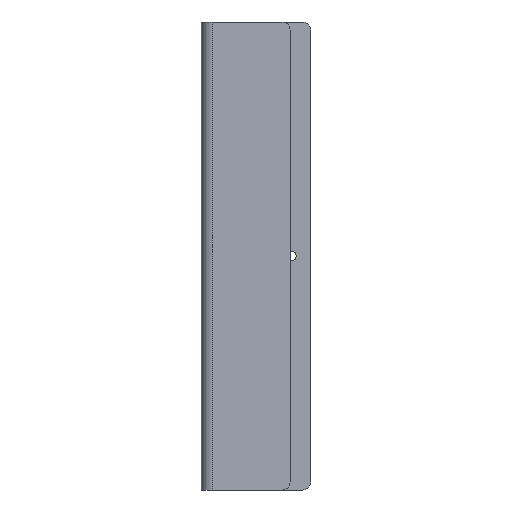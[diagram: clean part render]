
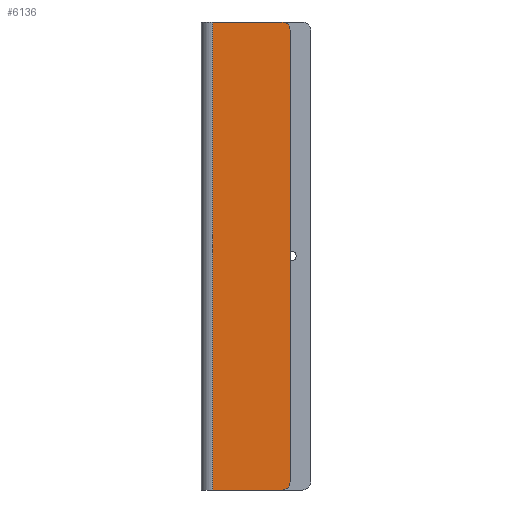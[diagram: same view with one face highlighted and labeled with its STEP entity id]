
A CAD part, left-side view. The second image highlights one B-rep face of the part: STEP entity #6136.
In plain terms, the highlighted planar face has unit normal (-1, 0, 0).
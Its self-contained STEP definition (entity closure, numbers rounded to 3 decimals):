
#1723=CARTESIAN_POINT('',(-109.9,-19.,-165.45));
#1724=DIRECTION('',(-1.,0.,0.));
#1725=DIRECTION('',(0.,0.,-1.));
#1726=AXIS2_PLACEMENT_3D('',#1723,#1724,#1725);
#1728=DIRECTION('',(0.,0.,-1.));
#1729=VECTOR('',#1728,342.9);
#1730=CARTESIAN_POINT('',(-109.9,31.6,171.45));
#1731=LINE('',#1730,#1729);
#1732=CARTESIAN_POINT('',(-109.9,-19.,165.45));
#1733=DIRECTION('',(-1.,0.,0.));
#1734=DIRECTION('',(0.,-1.,0.));
#1735=AXIS2_PLACEMENT_3D('',#1732,#1733,#1734);
#1741=DIRECTION('',(0.,0.,-1.));
#1742=VECTOR('',#1741,330.9);
#1743=CARTESIAN_POINT('',(-109.9,-25.,165.45));
#1744=LINE('',#1743,#1742);
#1757=DIRECTION('',(0.,-1.,0.));
#1758=VECTOR('',#1757,50.6);
#1759=CARTESIAN_POINT('',(-109.9,31.6,171.45));
#1760=LINE('',#1759,#1758);
#1791=DIRECTION('',(0.,-1.,0.));
#1792=VECTOR('',#1791,50.6);
#1793=CARTESIAN_POINT('',(-109.9,31.6,-171.45));
#1794=LINE('',#1793,#1792);
#3903=CARTESIAN_POINT('',(-109.9,31.6,171.45));
#3904=VERTEX_POINT('',#3903);
#3905=CARTESIAN_POINT('',(-109.9,31.6,-171.45));
#3906=VERTEX_POINT('',#3905);
#3915=CARTESIAN_POINT('',(-109.9,-19.,-171.45));
#3916=CARTESIAN_POINT('',(-109.9,-25.,-165.45));
#3917=VERTEX_POINT('',#3915);
#3918=VERTEX_POINT('',#3916);
#3923=CARTESIAN_POINT('',(-109.9,-25.,165.45));
#3924=CARTESIAN_POINT('',(-109.9,-19.,171.45));
#3925=VERTEX_POINT('',#3923);
#3926=VERTEX_POINT('',#3924);
#6118=CARTESIAN_POINT('',(-109.9,31.6,171.45));
#6119=DIRECTION('',(1.,0.,0.));
#6120=DIRECTION('',(0.,-1.,0.));
#6121=AXIS2_PLACEMENT_3D('',#6118,#6119,#6120);
#6122=PLANE('',#6121);
#6124=ORIENTED_EDGE('',*,*,#6123,.F.);
#6126=ORIENTED_EDGE('',*,*,#6125,.F.);
#6127=ORIENTED_EDGE('',*,*,#6110,.F.);
#6129=ORIENTED_EDGE('',*,*,#6128,.T.);
#6131=ORIENTED_EDGE('',*,*,#6130,.F.);
#6133=ORIENTED_EDGE('',*,*,#6132,.T.);
#6134=EDGE_LOOP('',(#6124,#6126,#6127,#6129,#6131,#6133));
#6135=FACE_OUTER_BOUND('',#6134,.F.);
#6136=ADVANCED_FACE('',(#6135),#6122,.F.);
#1727=CIRCLE('',#1726,6.);
#1736=CIRCLE('',#1735,6.);
#6110=EDGE_CURVE('',#3904,#3906,#1731,.T.);
#6123=EDGE_CURVE('',#3917,#3918,#1727,.T.);
#6125=EDGE_CURVE('',#3906,#3917,#1794,.T.);
#6128=EDGE_CURVE('',#3904,#3926,#1760,.T.);
#6130=EDGE_CURVE('',#3925,#3926,#1736,.T.);
#6132=EDGE_CURVE('',#3925,#3918,#1744,.T.);
